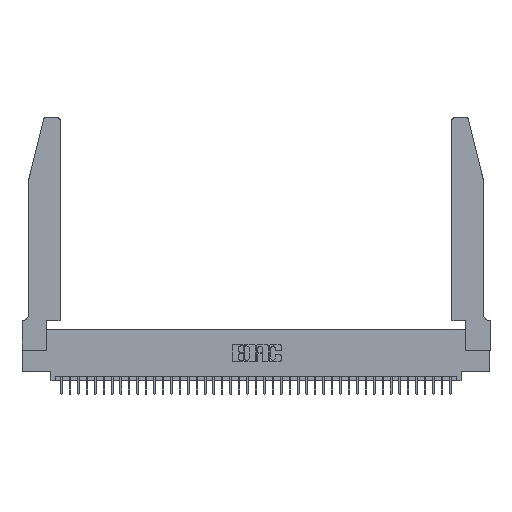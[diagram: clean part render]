
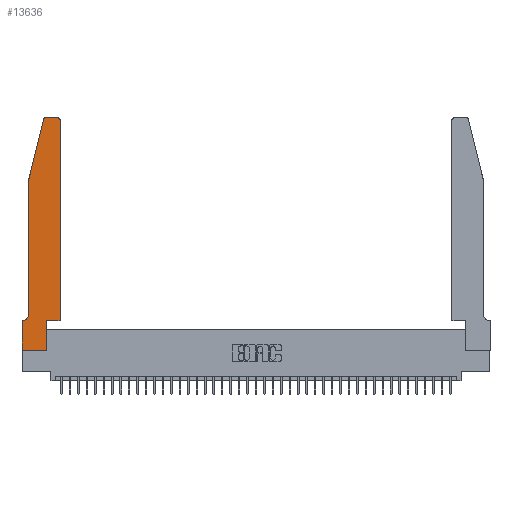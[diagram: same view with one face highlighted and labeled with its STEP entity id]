
A CAD part, top view. The second image highlights one B-rep face of the part: STEP entity #13636.
In plain terms, the highlighted planar face has unit normal (0, 0, 1).
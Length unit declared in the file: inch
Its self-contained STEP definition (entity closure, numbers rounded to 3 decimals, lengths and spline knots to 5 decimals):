
#99 = VERTEX_POINT ( 'NONE', #16099 ) ;
#872 = DIRECTION ( 'NONE',  ( 1., 0., 0. ) ) ;
#1877 = VERTEX_POINT ( 'NONE', #28036 ) ;
#1969 = LINE ( 'NONE', #37872, #6130 ) ;
#1997 = CARTESIAN_POINT ( 'NONE',  ( 0.284, 2.75, 0.37 ) ) ;
#2160 = VERTEX_POINT ( 'NONE', #26676 ) ;
#2607 = CARTESIAN_POINT ( 'NONE',  ( 0.0755, 2., 0.37 ) ) ;
#2766 = VECTOR ( 'NONE', #27059, 39.37008 ) ;
#2817 = VERTEX_POINT ( 'NONE', #37245 ) ;
#3045 = CARTESIAN_POINT ( 'NONE',  ( 0.4505, 0.35, 0.37 ) ) ;
#3351 = CARTESIAN_POINT ( 'NONE',  ( 0., 0.35, 0.37 ) ) ;
#3495 = ORIENTED_EDGE ( 'NONE', *, *, #38310, .T. ) ;
#4014 = VERTEX_POINT ( 'NONE', #20386 ) ;
#4185 = DIRECTION ( 'NONE',  ( 0., 0., -1. ) ) ;
#4671 = VERTEX_POINT ( 'NONE', #12317 ) ;
#4813 = LINE ( 'NONE', #29204, #27195 ) ;
#5041 = ORIENTED_EDGE ( 'NONE', *, *, #39073, .T. ) ;
#6005 = EDGE_CURVE ( 'NONE', #4671, #9481, #14021, .T. ) ;
#6130 = VECTOR ( 'NONE', #31302, 39.37008 ) ;
#6292 = ORIENTED_EDGE ( 'NONE', *, *, #10437, .T. ) ;
#8319 = EDGE_CURVE ( 'NONE', #14773, #29356, #30621, .T. ) ;
#8912 = DIRECTION ( 'NONE',  ( -0.239, -0.971, 0. ) ) ;
#9061 = VERTEX_POINT ( 'NONE', #9629 ) ;
#9450 = AXIS2_PLACEMENT_3D ( 'NONE', #35693, #16619, #872 ) ;
#9481 = VERTEX_POINT ( 'NONE', #2607 ) ;
#9574 = CARTESIAN_POINT ( 'NONE',  ( 0.2605, 2.75, 0.37 ) ) ;
#9629 = CARTESIAN_POINT ( 'NONE',  ( 0.4505, 2.72, 0.37 ) ) ;
#10048 = ORIENTED_EDGE ( 'NONE', *, *, #40126, .T. ) ;
#10430 = ORIENTED_EDGE ( 'NONE', *, *, #32088, .T. ) ;
#10437 = EDGE_CURVE ( 'NONE', #20390, #4671, #19490, .T. ) ;
#10578 = AXIS2_PLACEMENT_3D ( 'NONE', #3351, #25841, #16394 ) ;
#11180 = LINE ( 'NONE', #14127, #2766 ) ;
#11246 = ORIENTED_EDGE ( 'NONE', *, *, #6005, .T. ) ;
#11863 = ORIENTED_EDGE ( 'NONE', *, *, #8319, .T. ) ;
#12317 = CARTESIAN_POINT ( 'NONE',  ( 0.25487, 2.72718, 0.37 ) ) ;
#12752 = DIRECTION ( 'NONE',  ( -1., 0., 0. ) ) ;
#12971 = VECTOR ( 'NONE', #8912, 39.37008 ) ;
#13124 = DIRECTION ( 'NONE',  ( 0., 0., 1. ) ) ;
#13571 = EDGE_CURVE ( 'NONE', #2160, #14773, #1969, .T. ) ;
#13636 = ADVANCED_FACE ( 'NONE', ( #40818 ), #15857, .T. ) ;
#13878 = VERTEX_POINT ( 'NONE', #16744 ) ;
#14021 = LINE ( 'NONE', #40769, #12971 ) ;
#14127 = CARTESIAN_POINT ( 'NONE',  ( 0.4505, 0.35, 0.37 ) ) ;
#14773 = VERTEX_POINT ( 'NONE', #25097 ) ;
#15820 = EDGE_CURVE ( 'NONE', #4014, #13878, #28200, .T. ) ;
#15857 = PLANE ( 'NONE',  #10578 ) ;
#16099 = CARTESIAN_POINT ( 'NONE',  ( 0., 0.35, 0.37 ) ) ;
#16212 = LINE ( 'NONE', #25691, #20681 ) ;
#16394 = DIRECTION ( 'NONE',  ( 1., 0., 0. ) ) ;
#16619 = DIRECTION ( 'NONE',  ( 0., 0., 1. ) ) ;
#16744 = CARTESIAN_POINT ( 'NONE',  ( 0.0055, 0.35, 0.37 ) ) ;
#18102 = AXIS2_PLACEMENT_3D ( 'NONE', #25800, #13124, #31814 ) ;
#18428 = LINE ( 'NONE', #23540, #34377 ) ;
#19198 = ORIENTED_EDGE ( 'NONE', *, *, #13571, .T. ) ;
#19490 = CIRCLE ( 'NONE', #9450, 0.03 ) ;
#20023 = CARTESIAN_POINT ( 'NONE',  ( 0.0055, 0.42, 0.37 ) ) ;
#20044 = DIRECTION ( 'NONE',  ( 1., 0., 0. ) ) ;
#20386 = CARTESIAN_POINT ( 'NONE',  ( 0.0755, 0.42, 0.37 ) ) ;
#20390 = VERTEX_POINT ( 'NONE', #1997 ) ;
#20681 = VECTOR ( 'NONE', #35429, 39.37008 ) ;
#20767 = AXIS2_PLACEMENT_3D ( 'NONE', #20023, #4185, #36742 ) ;
#22965 = EDGE_LOOP ( 'NONE', ( #28708, #6292, #11246, #27227, #39954, #31358, #3495, #10430, #19198, #11863, #5041, #10048 ) ) ;
#23540 = CARTESIAN_POINT ( 'NONE',  ( 0., 0., 0.37 ) ) ;
#25097 = CARTESIAN_POINT ( 'NONE',  ( 0.2865, 0.35, 0.37 ) ) ;
#25209 = DIRECTION ( 'NONE',  ( 0., -1., 0. ) ) ;
#25691 = CARTESIAN_POINT ( 'NONE',  ( 0.0755, 0.35, 0.37 ) ) ;
#25800 = CARTESIAN_POINT ( 'NONE',  ( 0.4205, 2.72, 0.37 ) ) ;
#25841 = DIRECTION ( 'NONE',  ( 0., 0., 1. ) ) ;
#26234 = EDGE_CURVE ( 'NONE', #2817, #20390, #36455, .T. ) ;
#26286 = EDGE_CURVE ( 'NONE', #13878, #99, #16212, .T. ) ;
#26676 = CARTESIAN_POINT ( 'NONE',  ( 0.2865, 0., 0.37 ) ) ;
#27059 = DIRECTION ( 'NONE',  ( 0., 1., 0. ) ) ;
#27195 = VECTOR ( 'NONE', #32022, 39.37008 ) ;
#27227 = ORIENTED_EDGE ( 'NONE', *, *, #35022, .T. ) ;
#27608 = DIRECTION ( 'NONE',  ( 1., 0., 0. ) ) ;
#28036 = CARTESIAN_POINT ( 'NONE',  ( 0., 0., 0.37 ) ) ;
#28200 = CIRCLE ( 'NONE', #20767, 0.07 ) ;
#28708 = ORIENTED_EDGE ( 'NONE', *, *, #26234, .T. ) ;
#29204 = CARTESIAN_POINT ( 'NONE',  ( 0., 0., 0.37 ) ) ;
#29356 = VERTEX_POINT ( 'NONE', #34845 ) ;
#30621 = LINE ( 'NONE', #3045, #31152 ) ;
#31152 = VECTOR ( 'NONE', #27608, 39.37008 ) ;
#31302 = DIRECTION ( 'NONE',  ( 0., 1., 0. ) ) ;
#31358 = ORIENTED_EDGE ( 'NONE', *, *, #26286, .T. ) ;
#31814 = DIRECTION ( 'NONE',  ( 1., 0., 0. ) ) ;
#32022 = DIRECTION ( 'NONE',  ( 0., -1., 0. ) ) ;
#32088 = EDGE_CURVE ( 'NONE', #1877, #2160, #18428, .T. ) ;
#32515 = LINE ( 'NONE', #35326, #38009 ) ;
#33926 = VECTOR ( 'NONE', #12752, 39.37008 ) ;
#34377 = VECTOR ( 'NONE', #20044, 39.37008 ) ;
#34845 = CARTESIAN_POINT ( 'NONE',  ( 0.4505, 0.35, 0.37 ) ) ;
#35022 = EDGE_CURVE ( 'NONE', #9481, #4014, #32515, .T. ) ;
#35326 = CARTESIAN_POINT ( 'NONE',  ( 0.0755, 2., 0.37 ) ) ;
#35429 = DIRECTION ( 'NONE',  ( -1., 0., 0. ) ) ;
#35693 = CARTESIAN_POINT ( 'NONE',  ( 0.284, 2.72, 0.37 ) ) ;
#36455 = LINE ( 'NONE', #9574, #33926 ) ;
#36742 = DIRECTION ( 'NONE',  ( -1., 0., 0. ) ) ;
#37245 = CARTESIAN_POINT ( 'NONE',  ( 0.4205, 2.75, 0.37 ) ) ;
#37872 = CARTESIAN_POINT ( 'NONE',  ( 0.2865, 0.35, 0.37 ) ) ;
#38009 = VECTOR ( 'NONE', #25209, 39.37008 ) ;
#38310 = EDGE_CURVE ( 'NONE', #99, #1877, #4813, .T. ) ;
#39073 = EDGE_CURVE ( 'NONE', #29356, #9061, #11180, .T. ) ;
#39491 = CIRCLE ( 'NONE', #18102, 0.03 ) ;
#39954 = ORIENTED_EDGE ( 'NONE', *, *, #15820, .T. ) ;
#40126 = EDGE_CURVE ( 'NONE', #9061, #2817, #39491, .T. ) ;
#40769 = CARTESIAN_POINT ( 'NONE',  ( 0.0755, 2., 0.37 ) ) ;
#40818 = FACE_OUTER_BOUND ( 'NONE', #22965, .T. ) ;
